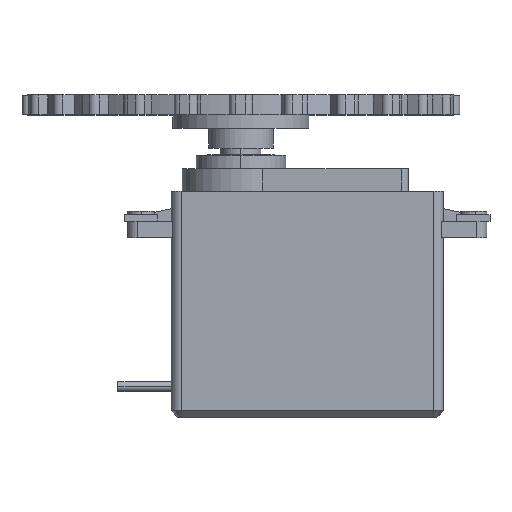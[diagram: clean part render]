
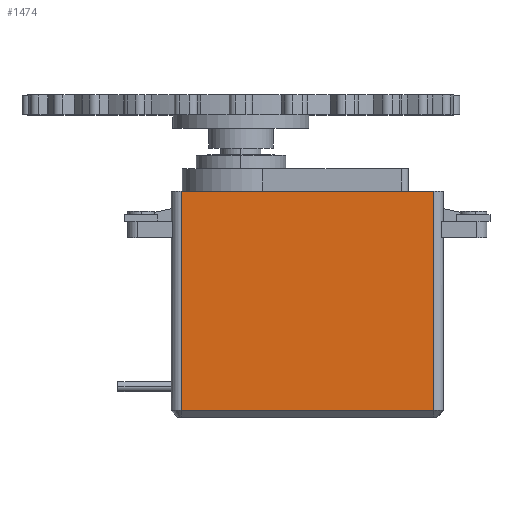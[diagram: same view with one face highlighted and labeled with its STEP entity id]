
A CAD part, top view. The second image highlights one B-rep face of the part: STEP entity #1474.
In plain terms, the highlighted planar face has unit normal (0, 0, 1).
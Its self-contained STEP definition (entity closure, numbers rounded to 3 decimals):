
#252 = VECTOR ( 'NONE', #3933, 1000. ) ;
#1150 = EDGE_CURVE ( 'NONE', #4464, #9696, #4681, .T. ) ;
#1474 = ADVANCED_FACE ( 'NONE', ( #2619 ), #5295, .T. ) ;
#1501 = ORIENTED_EDGE ( 'NONE', *, *, #3092, .T. ) ;
#2393 = EDGE_CURVE ( 'NONE', #6688, #4464, #8763, .T. ) ;
#2619 = FACE_OUTER_BOUND ( 'NONE', #12391, .T. ) ;
#3092 = EDGE_CURVE ( 'NONE', #9696, #11134, #10906, .T. ) ;
#3461 = EDGE_CURVE ( 'NONE', #11134, #6688, #11618, .T. ) ;
#3576 = VECTOR ( 'NONE', #12778, 1000. ) ;
#3706 = DIRECTION ( 'NONE',  ( 1., 0., 0. ) ) ;
#3933 = DIRECTION ( 'NONE',  ( 0., 1., 0. ) ) ;
#4463 = CARTESIAN_POINT ( 'NONE',  ( -20.5, 17., 10. ) ) ;
#4464 = VERTEX_POINT ( 'NONE', #11258 ) ;
#4681 = LINE ( 'NONE', #7774, #6051 ) ;
#5163 = CARTESIAN_POINT ( 'NONE',  ( -19., 17., 10. ) ) ;
#5295 = PLANE ( 'NONE',  #10925 ) ;
#5713 = ORIENTED_EDGE ( 'NONE', *, *, #3461, .T. ) ;
#5896 = CARTESIAN_POINT ( 'NONE',  ( 19., 17., 10. ) ) ;
#6051 = VECTOR ( 'NONE', #3706, 1000. ) ;
#6688 = VERTEX_POINT ( 'NONE', #5163 ) ;
#7558 = VECTOR ( 'NONE', #9583, 1000. ) ;
#7774 = CARTESIAN_POINT ( 'NONE',  ( 19., -16., 10. ) ) ;
#7810 = DIRECTION ( 'NONE',  ( 1., 0., 0. ) ) ;
#8161 = CARTESIAN_POINT ( 'NONE',  ( 19., 17., 10. ) ) ;
#8763 = LINE ( 'NONE', #11802, #3576 ) ;
#9583 = DIRECTION ( 'NONE',  ( -1., 0., 0. ) ) ;
#9696 = VERTEX_POINT ( 'NONE', #11441 ) ;
#10098 = ORIENTED_EDGE ( 'NONE', *, *, #2393, .T. ) ;
#10906 = LINE ( 'NONE', #5896, #252 ) ;
#10925 = AXIS2_PLACEMENT_3D ( 'NONE', #11692, #12878, #7810 ) ;
#11134 = VERTEX_POINT ( 'NONE', #8161 ) ;
#11258 = CARTESIAN_POINT ( 'NONE',  ( -19., -16., 10. ) ) ;
#11441 = CARTESIAN_POINT ( 'NONE',  ( 19., -16., 10. ) ) ;
#11618 = LINE ( 'NONE', #4463, #7558 ) ;
#11692 = CARTESIAN_POINT ( 'NONE',  ( -20.5, -17., 10. ) ) ;
#11802 = CARTESIAN_POINT ( 'NONE',  ( -19., -17., 10. ) ) ;
#12391 = EDGE_LOOP ( 'NONE', ( #10098, #12735, #1501, #5713 ) ) ;
#12735 = ORIENTED_EDGE ( 'NONE', *, *, #1150, .T. ) ;
#12778 = DIRECTION ( 'NONE',  ( 0., -1., 0. ) ) ;
#12878 = DIRECTION ( 'NONE',  ( 0., 0., 1. ) ) ;
